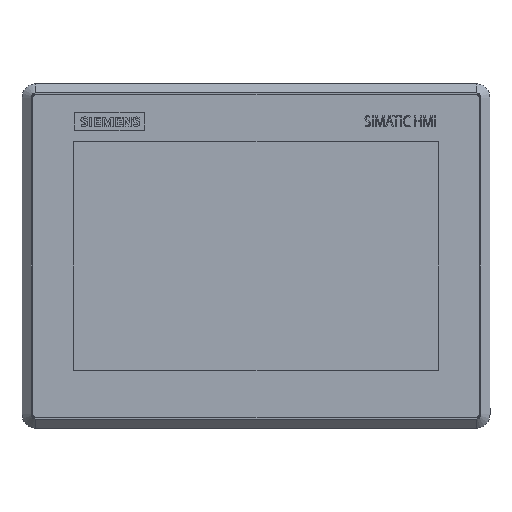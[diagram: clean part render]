
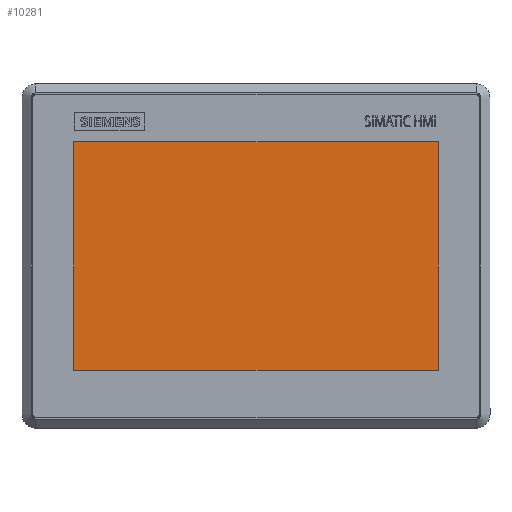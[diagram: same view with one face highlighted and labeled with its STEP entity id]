
A CAD part, top view. The second image highlights one B-rep face of the part: STEP entity #10281.
In plain terms, the highlighted face is planar.
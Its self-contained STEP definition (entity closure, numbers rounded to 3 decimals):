
#8747=FACE_OUTER_BOUND('',#13936,.T.);
#10281=ADVANCED_FACE('',(#8747),#11704,.T.);
#11704=PLANE('',#35231);
#13936=EDGE_LOOP('',(#17463,#17464,#17465,#17466));
#17463=ORIENTED_EDGE('',*,*,#26774,.F.);
#17464=ORIENTED_EDGE('',*,*,#26777,.F.);
#17465=ORIENTED_EDGE('',*,*,#26779,.F.);
#17466=ORIENTED_EDGE('',*,*,#26780,.F.);
#23805=VERTEX_POINT('',#44907);
#23806=VERTEX_POINT('',#44909);
#23807=VERTEX_POINT('',#44913);
#23808=VERTEX_POINT('',#44917);
#26774=EDGE_CURVE('',#23805,#23806,#30215,.T.);
#26777=EDGE_CURVE('',#23807,#23805,#30218,.T.);
#26779=EDGE_CURVE('',#23808,#23807,#30220,.T.);
#26780=EDGE_CURVE('',#23806,#23808,#30221,.T.);
#30215=LINE('',#44908,#31979);
#30218=LINE('',#44914,#31982);
#30220=LINE('',#44918,#31984);
#30221=LINE('',#44920,#31985);
#31979=VECTOR('',#38573,1.);
#31982=VECTOR('',#38578,1.);
#31984=VECTOR('',#38582,1.);
#31985=VECTOR('',#38585,1.);
#35231=AXIS2_PLACEMENT_3D('',#44922,#38588,#38589);
#38573=DIRECTION('',(0.,0.,1.));
#38578=DIRECTION('',(-1.,0.,0.));
#38582=DIRECTION('',(0.,0.,-1.));
#38585=DIRECTION('',(1.,0.,0.));
#38588=DIRECTION('',(0.,-1.,0.));
#38589=DIRECTION('',(0.,0.,-1.));
#44907=CARTESIAN_POINT('',(-131.35,-37.182,-28.4));
#44908=CARTESIAN_POINT('',(-131.35,-37.182,136.4));
#44909=CARTESIAN_POINT('',(-131.35,-37.182,136.4));
#44913=CARTESIAN_POINT('',(131.35,-37.182,-28.4));
#44914=CARTESIAN_POINT('',(-131.35,-37.182,-28.4));
#44917=CARTESIAN_POINT('',(131.35,-37.182,136.4));
#44918=CARTESIAN_POINT('',(131.35,-37.182,-28.4));
#44920=CARTESIAN_POINT('',(131.35,-37.182,136.4));
#44922=CARTESIAN_POINT('',(0.,-37.182,0.));
